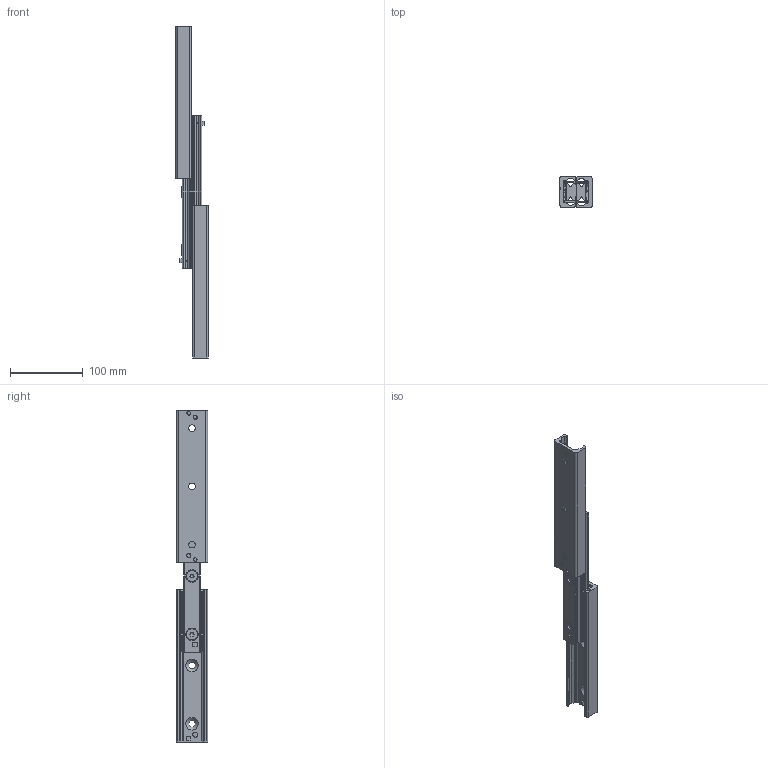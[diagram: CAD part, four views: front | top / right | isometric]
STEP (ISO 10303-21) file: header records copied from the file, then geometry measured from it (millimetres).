
FILE_DESCRIPTION((''),'2;1');
FILE_NAME('LCAD 43-0210.stp','2011-03-01T10:39:45',('MKoza'),(''),'Autodesk Inventor 2009','Autodesk Inventor 2009','');
FILE_SCHEMA(('AUTOMOTIVE_DESIGN { 1 0 10303 214 1 1 1 1 }'));
Length unit declared in the file: millimetre
Products named in the file (9): LCAD 43; LCM 43; KF.LCA 43; LLMD 43; LLMG 43; VKB.L 43 6x13,5; VKB.L 43 M6x4; AS.L 43; DIN 7991 - ersetzt durch DIN EN ISO 10642 M8  x  25
Assembly tree (19 placements, depth 2):
  LCAD 43
    LCM 43  x2
    KF.LCA 43  x2
    LLMD 43
    LLMG 43
    VKB.L 43 6x13,5  x4
    VKB.L 43 M6x4  x2
    AS.L 43  x4
    DIN 7991 - ersetzt durch DIN EN ISO 10642 M8  x  25  x3
Bounding box: 44 x 43 x 456 mm (x, y, z)
Volume: 273919.1 mm3; surface area: 127974.4 mm2
Topology: 19 solids, 19 shells, 350 faces, 879 edges, 569 vertices
Faces by surface type: plane 198, cylinder 98, bspline 36, cone 18
Full cylindrical faces by diameter (mm): 6 x10, 7 x4, 8 x3, 15.24 x3
Entity records: 6377 total; most frequent: CARTESIAN_POINT 1621, DIRECTION 962, ORIENTED_EDGE 866, EDGE_CURVE 433, AXIS2_PLACEMENT_3D 354, VERTEX_POINT 307, EDGE_LOOP 266, VECTOR 254
